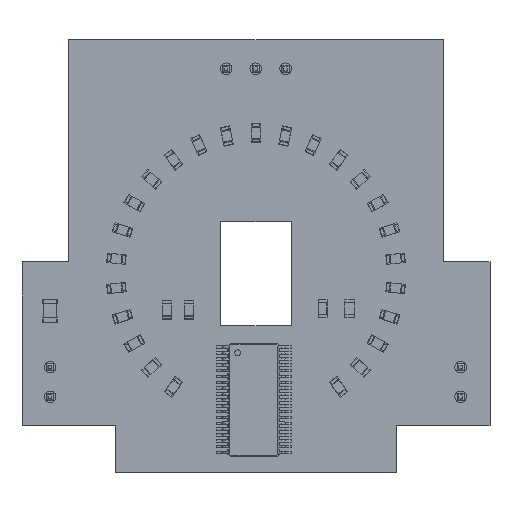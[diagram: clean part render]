
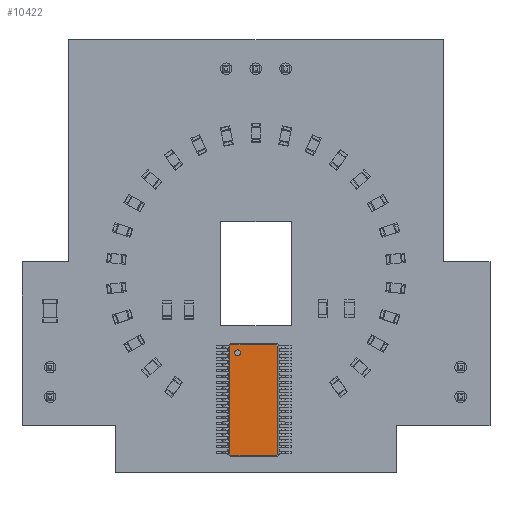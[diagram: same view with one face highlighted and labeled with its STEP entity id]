
A CAD part, top view. The second image highlights one B-rep face of the part: STEP entity #10422.
In plain terms, the highlighted planar face has unit normal (0, 0, 1).
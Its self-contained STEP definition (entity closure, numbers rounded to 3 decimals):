
#5864 = VERTEX_POINT('',#5865);
#5865 = CARTESIAN_POINT('',(2.07,-4.595,1.));
#5870 = EDGE_CURVE('',#5871,#5864,#5873,.T.);
#5871 = VERTEX_POINT('',#5872);
#5872 = CARTESIAN_POINT('',(2.07,4.595,1.));
#5873 = LINE('',#5874,#5875);
#5874 = CARTESIAN_POINT('',(2.07,4.595,1.));
#5875 = VECTOR('',#5876,1.);
#5876 = DIRECTION('',(0.,-1.,0.));
#10405 = EDGE_CURVE('',#10406,#5871,#10408,.T.);
#10406 = VERTEX_POINT('',#10407);
#10407 = CARTESIAN_POINT('',(1.945,4.72,1.));
#10408 = LINE('',#10409,#10410);
#10409 = CARTESIAN_POINT('',(1.945,4.72,1.));
#10410 = VECTOR('',#10411,1.);
#10411 = DIRECTION('',(0.707,-0.707,0.));
#10422 = ADVANCED_FACE('',(#10423,#10473),#10484,.F.);
#10423 = FACE_BOUND('',#10424,.F.);
#10424 = EDGE_LOOP('',(#10425,#10433,#10434,#10435,#10443,#10451,#10459,
    #10467));
#10425 = ORIENTED_EDGE('',*,*,#10426,.T.);
#10426 = EDGE_CURVE('',#10427,#10406,#10429,.T.);
#10427 = VERTEX_POINT('',#10428);
#10428 = CARTESIAN_POINT('',(-1.945,4.72,1.));
#10429 = LINE('',#10430,#10431);
#10430 = CARTESIAN_POINT('',(-1.945,4.72,1.));
#10431 = VECTOR('',#10432,1.);
#10432 = DIRECTION('',(1.,0.,0.));
#10433 = ORIENTED_EDGE('',*,*,#10405,.T.);
#10434 = ORIENTED_EDGE('',*,*,#5870,.T.);
#10435 = ORIENTED_EDGE('',*,*,#10436,.T.);
#10436 = EDGE_CURVE('',#5864,#10437,#10439,.T.);
#10437 = VERTEX_POINT('',#10438);
#10438 = CARTESIAN_POINT('',(1.945,-4.72,1.));
#10439 = LINE('',#10440,#10441);
#10440 = CARTESIAN_POINT('',(2.07,-4.595,1.));
#10441 = VECTOR('',#10442,1.);
#10442 = DIRECTION('',(-0.707,-0.707,0.));
#10443 = ORIENTED_EDGE('',*,*,#10444,.T.);
#10444 = EDGE_CURVE('',#10437,#10445,#10447,.T.);
#10445 = VERTEX_POINT('',#10446);
#10446 = CARTESIAN_POINT('',(-1.945,-4.72,1.));
#10447 = LINE('',#10448,#10449);
#10448 = CARTESIAN_POINT('',(1.945,-4.72,1.));
#10449 = VECTOR('',#10450,1.);
#10450 = DIRECTION('',(-1.,0.,0.));
#10451 = ORIENTED_EDGE('',*,*,#10452,.T.);
#10452 = EDGE_CURVE('',#10445,#10453,#10455,.T.);
#10453 = VERTEX_POINT('',#10454);
#10454 = CARTESIAN_POINT('',(-2.07,-4.595,1.));
#10455 = LINE('',#10456,#10457);
#10456 = CARTESIAN_POINT('',(-1.945,-4.72,1.));
#10457 = VECTOR('',#10458,1.);
#10458 = DIRECTION('',(-0.707,0.707,0.));
#10459 = ORIENTED_EDGE('',*,*,#10460,.T.);
#10460 = EDGE_CURVE('',#10453,#10461,#10463,.T.);
#10461 = VERTEX_POINT('',#10462);
#10462 = CARTESIAN_POINT('',(-2.07,4.595,1.));
#10463 = LINE('',#10464,#10465);
#10464 = CARTESIAN_POINT('',(-2.07,-4.595,1.));
#10465 = VECTOR('',#10466,1.);
#10466 = DIRECTION('',(0.,1.,0.));
#10467 = ORIENTED_EDGE('',*,*,#10468,.T.);
#10468 = EDGE_CURVE('',#10461,#10427,#10469,.T.);
#10469 = LINE('',#10470,#10471);
#10470 = CARTESIAN_POINT('',(-2.07,4.595,1.));
#10471 = VECTOR('',#10472,1.);
#10472 = DIRECTION('',(0.707,0.707,0.));
#10473 = FACE_BOUND('',#10474,.F.);
#10474 = EDGE_LOOP('',(#10475));
#10475 = ORIENTED_EDGE('',*,*,#10476,.T.);
#10476 = EDGE_CURVE('',#10477,#10477,#10479,.T.);
#10477 = VERTEX_POINT('',#10478);
#10478 = CARTESIAN_POINT('',(-1.37,3.77,1.));
#10479 = CIRCLE('',#10480,0.25);
#10480 = AXIS2_PLACEMENT_3D('',#10481,#10482,#10483);
#10481 = CARTESIAN_POINT('',(-1.37,4.02,1.));
#10482 = DIRECTION('',(-0.,0.,1.));
#10483 = DIRECTION('',(0.,-1.,0.));
#10484 = PLANE('',#10485);
#10485 = AXIS2_PLACEMENT_3D('',#10486,#10487,#10488);
#10486 = CARTESIAN_POINT('',(-1.945,4.72,1.));
#10487 = DIRECTION('',(0.,0.,-1.));
#10488 = DIRECTION('',(0.381,-0.925,0.));
